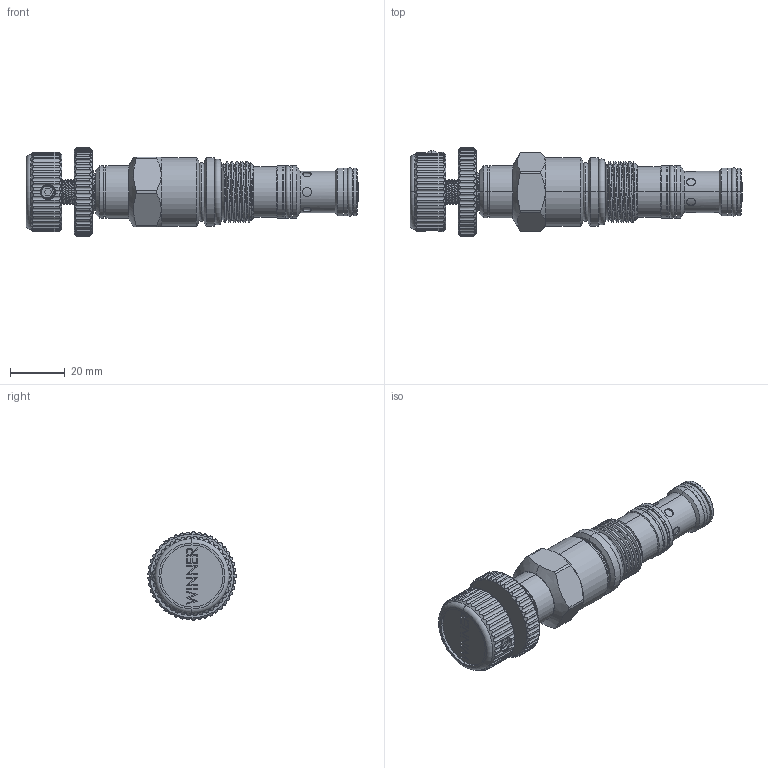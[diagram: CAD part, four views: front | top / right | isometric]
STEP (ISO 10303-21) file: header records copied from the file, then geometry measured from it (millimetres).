
FILE_DESCRIPTION (( 'STEP AP203' ), '1' );
FILE_NAME ('CA10WB3C-K.STEP', '2021-06-21T01:49:12', ( '' ), ( '' ), 'SwSTEP 2.0', 'SolidWorks 2018', '' );
FILE_SCHEMA (( 'CONFIG_CONTROL_DESIGN' ));
Length unit declared in the file: millimetre
Products named in the file (1): CA10WB3C-K
Bounding box: 121.25 x 32.18 x 32.2 mm (x, y, z)
Volume: 46039.5 mm3; surface area: 14534.4 mm2
Topology: 2 solids, 2 shells, 545 faces, 1438 edges, 937 vertices
Faces by surface type: cylinder 344, plane 116, cone 47, torus 22, bspline 14, sphere 2
Entity records: 28981 total; most frequent: CARTESIAN_POINT 15960, ORIENTED_EDGE 2876, DIRECTION 2483, EDGE_CURVE 1438, AXIS2_PLACEMENT_3D 943, VERTEX_POINT 937, VECTOR 597, LINE 597
